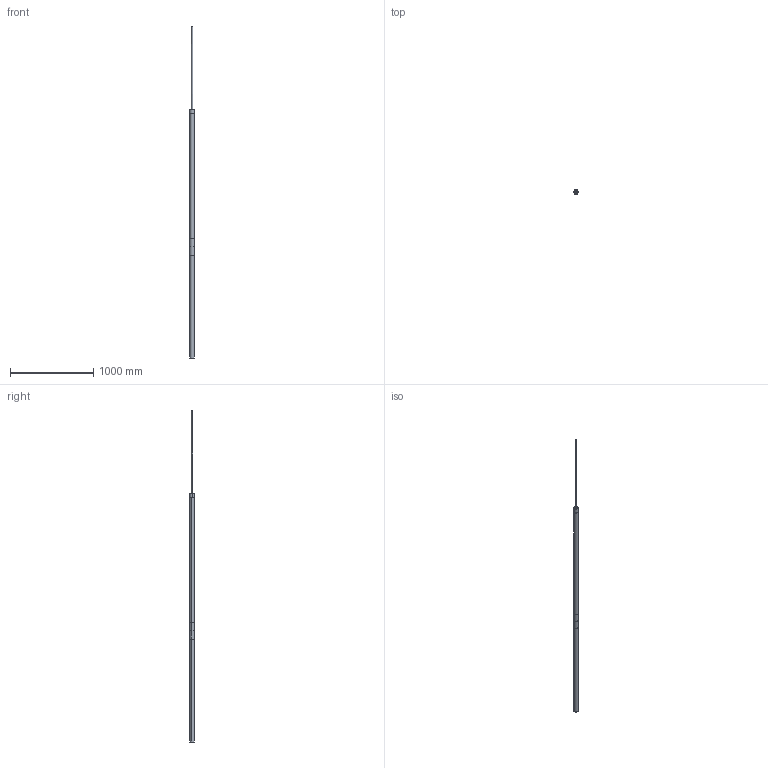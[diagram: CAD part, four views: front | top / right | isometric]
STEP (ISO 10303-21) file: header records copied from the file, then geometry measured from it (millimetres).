
FILE_DESCRIPTION(/* description */ (''),/* implementation_level */ '2;1');
FILE_NAME(/* name */ '5408934',/* time_stamp */ '2013-04-30T09:38:20+02:00',/* author */ (''),/* organization */ (''),/* preprocessor_version */ 'ST-DEVELOPER v15',/* originating_system */ '',/* authorisation */ '');
FILE_SCHEMA (('AUTOMOTIVE_DESIGN'));
Length unit declared in the file: millimetre
Products named in the file (1): Document
Bounding box: 54 x 53.9 x 4000 mm (x, y, z)
Volume: 2283282.3 mm3; surface area: 1016771.4 mm2
Topology: 6 solids, 6 shells, 45 faces, 88 edges, 56 vertices
Faces by surface type: bspline 32, plane 13
Entity records: 1390 total; most frequent: CARTESIAN_POINT 815, ORIENTED_EDGE 176, EDGE_CURVE 88, EDGE_LOOP 56, VERTEX_POINT 56, ADVANCED_FACE 45, FACE_OUTER_BOUND 45, DIRECTION 17
